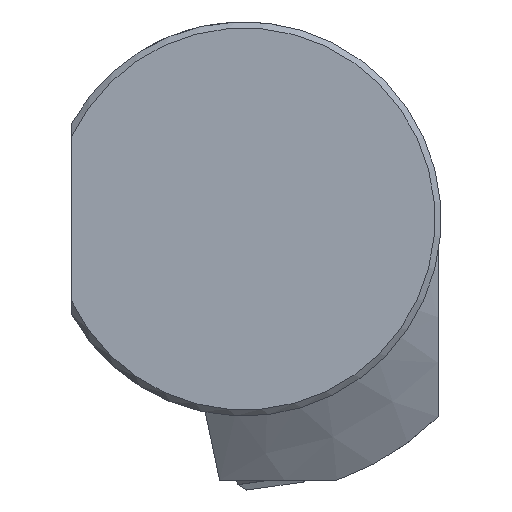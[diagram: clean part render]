
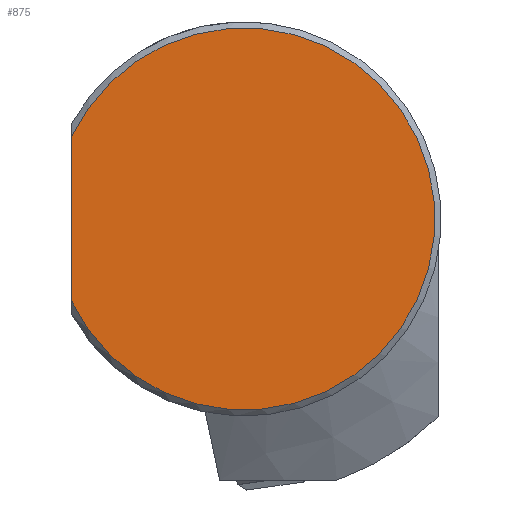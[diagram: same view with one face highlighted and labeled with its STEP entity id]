
A CAD part, left-side view. The second image highlights one B-rep face of the part: STEP entity #875.
In plain terms, the highlighted face is planar.
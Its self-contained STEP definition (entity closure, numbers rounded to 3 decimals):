
#388=CARTESIAN_POINT('',(0.,0.,0.));
#389=DIRECTION('',(0.,0.,1.));
#390=DIRECTION('',(-0.429,0.903,0.));
#391=AXIS2_PLACEMENT_3D('',#388,#389,#390);
#396=CARTESIAN_POINT('',(6.652,14.,0.));
#411=CARTESIAN_POINT('',(-6.652,14.,0.));
#416=DIRECTION('',(1.,0.,0.));
#417=VECTOR('',#416,13.304);
#418=CARTESIAN_POINT('',(-6.652,14.,0.));
#419=LINE('',#418,#417);
#668=VERTEX_POINT('',#411);
#692=VERTEX_POINT('',#396);
#866=CARTESIAN_POINT('',(0.,0.,0.));
#867=DIRECTION('',(0.,0.,-1.));
#868=DIRECTION('',(1.,0.,0.));
#869=AXIS2_PLACEMENT_3D('',#866,#867,#868);
#870=PLANE('',#869);
#871=ORIENTED_EDGE('',*,*,#847,.T.);
#872=ORIENTED_EDGE('',*,*,#857,.F.);
#873=EDGE_LOOP('',(#871,#872));
#874=FACE_OUTER_BOUND('',#873,.F.);
#392=CIRCLE('',#391,15.5);
#847=EDGE_CURVE('',#668,#692,#419,.T.);
#857=EDGE_CURVE('',#668,#692,#392,.T.);
#875=ADVANCED_FACE('',(#874),#870,.F.);
